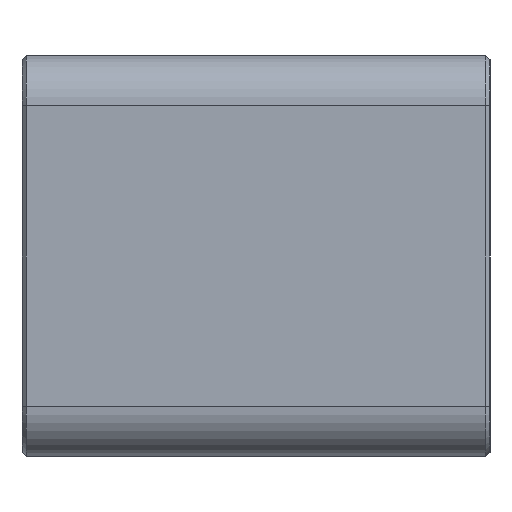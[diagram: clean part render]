
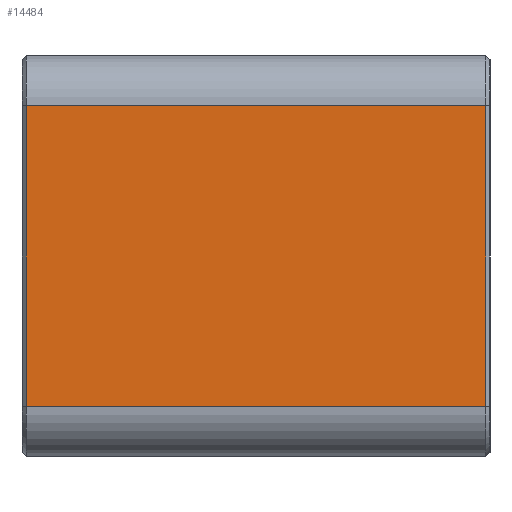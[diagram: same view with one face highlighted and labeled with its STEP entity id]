
A CAD part, left-side view. The second image highlights one B-rep face of the part: STEP entity #14484.
In plain terms, the highlighted planar face has unit normal (-1, 0, 0).
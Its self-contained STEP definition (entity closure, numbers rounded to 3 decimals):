
#1574=FACE_OUTER_BOUND('',#2469,.T.);
#2469=EDGE_LOOP('',(#12585,#12586,#12587,#12588));
#3729=LINE('',#25946,#5014);
#3733=LINE('',#25957,#5018);
#3734=LINE('',#25959,#5019);
#3735=LINE('',#25960,#5020);
#5014=VECTOR('',#18405,10.);
#5018=VECTOR('',#18419,10.);
#5019=VECTOR('',#18420,10.);
#5020=VECTOR('',#18421,10.);
#6875=VERTEX_POINT('',#25938);
#6877=VERTEX_POINT('',#25944);
#6879=VERTEX_POINT('',#25956);
#6880=VERTEX_POINT('',#25958);
#8822=EDGE_CURVE('',#6877,#6875,#3729,.T.);
#8828=EDGE_CURVE('',#6879,#6877,#3733,.T.);
#8829=EDGE_CURVE('',#6880,#6879,#3734,.T.);
#8830=EDGE_CURVE('',#6875,#6880,#3735,.T.);
#12585=ORIENTED_EDGE('',*,*,#8822,.F.);
#12586=ORIENTED_EDGE('',*,*,#8828,.F.);
#12587=ORIENTED_EDGE('',*,*,#8829,.F.);
#12588=ORIENTED_EDGE('',*,*,#8830,.F.);
#13788=PLANE('',#15458);
#14484=ADVANCED_FACE('',(#1574),#13788,.T.);
#15458=AXIS2_PLACEMENT_3D('',#25955,#18417,#18418);
#18405=DIRECTION('',(0.,0.,-1.));
#18417=DIRECTION('center_axis',(-1.,0.,0.));
#18418=DIRECTION('ref_axis',(0.,0.,
1.));
#18419=DIRECTION('',(0.,-1.,0.));
#18420=DIRECTION('',(0.,0.,1.));
#18421=DIRECTION('',(0.,1.,0.));
#25938=CARTESIAN_POINT('',(-25.988,-53.5,-0.647));
#25944=CARTESIAN_POINT('',(-25.988,-53.5,35.327));
#25946=CARTESIAN_POINT('',(-25.988,-53.5,5.346));
#25955=CARTESIAN_POINT('Origin',(-25.988,-45.,-6.647));
#25956=CARTESIAN_POINT('',(-25.988,1.5,35.327));
#25957=CARTESIAN_POINT('',(-25.988,-45.,35.327));
#25958=CARTESIAN_POINT('',(-25.988,1.5,-0.647));
#25959=CARTESIAN_POINT('',(-25.988,1.5,5.346));
#25960=CARTESIAN_POINT('',(-25.988,-45.,-0.647));
